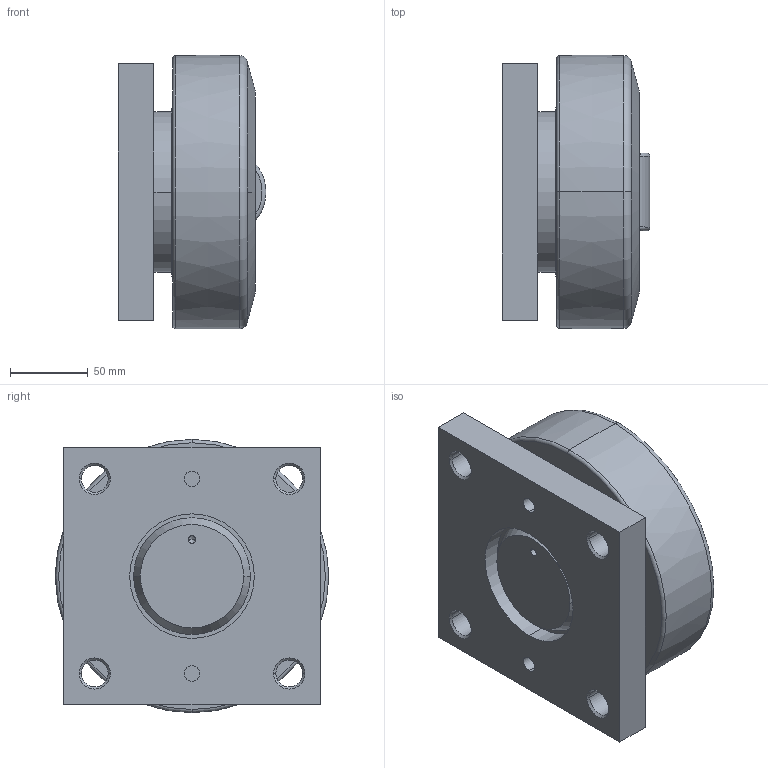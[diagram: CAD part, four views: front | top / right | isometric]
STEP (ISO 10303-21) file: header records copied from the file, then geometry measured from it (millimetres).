
FILE_DESCRIPTION(('STEP AP203'),'1');
FILE_NAME('pr_4_464_ap89-q_7.stp','2024-06-19T09:33:04',('TraceParts'),('TraceParts S.A.'),'Spatial InterOp 3D',' ',' ');
FILE_SCHEMA(('CONFIG_CONTROL_DESIGN'));
Length unit declared in the file: millimetre
Products named in the file (1): 1
Bounding box: 95 x 175.7 x 175.46 mm (x, y, z)
Volume: 1923093.4 mm3; surface area: 145801.3 mm2
Topology: 1 solids, 1 shells, 96 faces, 225 edges, 143 vertices
Faces by surface type: cylinder 40, plane 26, cone 22, torus 6, bspline 2
Entity records: 2971 total; most frequent: CARTESIAN_POINT 619, DIRECTION 527, ORIENTED_EDGE 446, EDGE_CURVE 223, AXIS2_PLACEMENT_3D 218, VERTEX_POINT 143, CIRCLE 123, EDGE_LOOP 122
